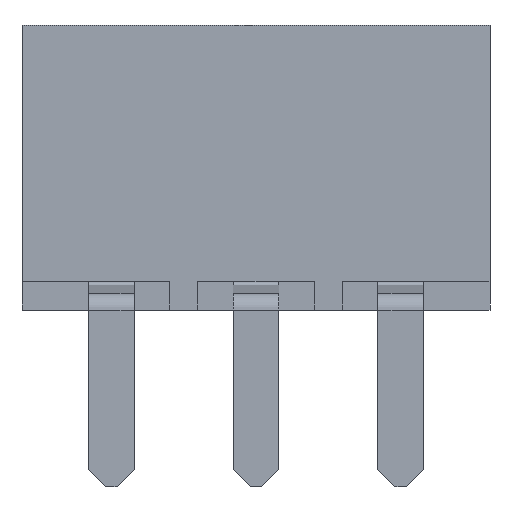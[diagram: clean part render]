
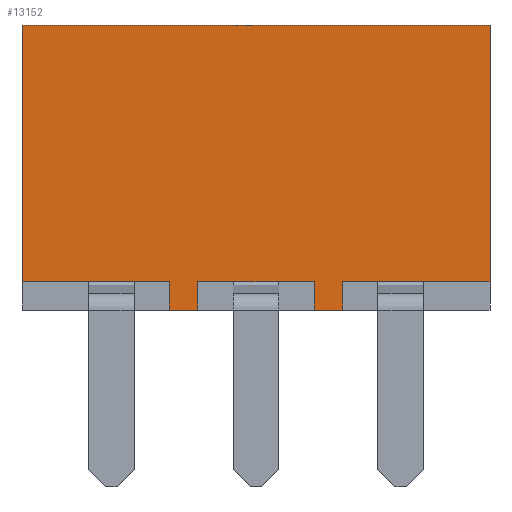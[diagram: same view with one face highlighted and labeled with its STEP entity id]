
A CAD part, left-side view. The second image highlights one B-rep face of the part: STEP entity #13152.
In plain terms, the highlighted face is planar.
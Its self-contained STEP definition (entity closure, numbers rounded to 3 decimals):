
#3393=ORIENTED_EDGE('',*,*,#4817,.T.);
#3394=ORIENTED_EDGE('',*,*,#3618,.T.);
#3395=ORIENTED_EDGE('',*,*,#4806,.F.);
#3396=ORIENTED_EDGE('',*,*,#4849,.F.);
#3397=ORIENTED_EDGE('',*,*,#4801,.T.);
#3398=ORIENTED_EDGE('',*,*,#3817,.T.);
#3399=ORIENTED_EDGE('',*,*,#4800,.F.);
#3400=ORIENTED_EDGE('',*,*,#4850,.F.);
#3401=ORIENTED_EDGE('',*,*,#4851,.T.);
#3402=ORIENTED_EDGE('',*,*,#4418,.T.);
#3403=ORIENTED_EDGE('',*,*,#4826,.F.);
#3404=ORIENTED_EDGE('',*,*,#4827,.T.);
#3618=EDGE_CURVE('',#4973,#4972,#5859,.T.);
#3817=EDGE_CURVE('',#5101,#5100,#5991,.T.);
#4418=EDGE_CURVE('',#5489,#5488,#6388,.T.);
#4800=EDGE_CURVE('',#5723,#5100,#6698,.T.);
#4801=EDGE_CURVE('',#5724,#5101,#6699,.T.);
#4806=EDGE_CURVE('',#5728,#4972,#6704,.T.);
#4817=EDGE_CURVE('',#5733,#4973,#6715,.T.);
#4826=EDGE_CURVE('',#5736,#5488,#6724,.T.);
#4827=EDGE_CURVE('',#5736,#5733,#6725,.T.);
#4849=EDGE_CURVE('',#5724,#5728,#6747,.T.);
#4850=EDGE_CURVE('',#5749,#5723,#6748,.T.);
#4851=EDGE_CURVE('',#5749,#5489,#6749,.T.);
#4972=VERTEX_POINT('',#17077);
#4973=VERTEX_POINT('',#17079);
#5100=VERTEX_POINT('',#17516);
#5101=VERTEX_POINT('',#17518);
#5488=VERTEX_POINT('',#18842);
#5489=VERTEX_POINT('',#18844);
#5723=VERTEX_POINT('',#19650);
#5724=VERTEX_POINT('',#19654);
#5728=VERTEX_POINT('',#19663);
#5733=VERTEX_POINT('',#19685);
#5736=VERTEX_POINT('',#19698);
#5749=VERTEX_POINT('',#19746);
#5859=LINE('',#17078,#6861);
#5991=LINE('',#17517,#6993);
#6388=LINE('',#18843,#7390);
#6698=LINE('',#19651,#7700);
#6699=LINE('',#19653,#7701);
#6704=LINE('',#19664,#7706);
#6715=LINE('',#19684,#7717);
#6724=LINE('',#19699,#7726);
#6725=LINE('',#19701,#7727);
#6747=LINE('',#19744,#7749);
#6748=LINE('',#19745,#7750);
#6749=LINE('',#19747,#7751);
#6861=VECTOR('',#14332,1000.);
#6993=VECTOR('',#14714,1000.);
#7390=VECTOR('',#15869,1000.);
#7700=VECTOR('',#16589,1000.);
#7701=VECTOR('',#16592,1000.);
#7706=VECTOR('',#16599,1000.);
#7717=VECTOR('',#16620,1000.);
#7726=VECTOR('',#16633,1000.);
#7727=VECTOR('',#16636,1000.);
#7749=VECTOR('',#16676,1000.);
#7750=VECTOR('',#16677,1000.);
#7751=VECTOR('',#16678,1000.);
#8276=EDGE_LOOP('',(#3393,#3394,#3395,#3396,#3397,#3398,#3399,#3400,#3401,
#3402,#3403,#3404));
#8804=FACE_BOUND('',#8276,.T.);
#9117=PLANE('',#13999);
#13152=ADVANCED_FACE('',(#8804),#9117,.F.);
#13999=AXIS2_PLACEMENT_3D('',#19743,#16674,#16675);
#14332=DIRECTION('',(1.,0.,0.));
#14714=DIRECTION('',(1.,0.,0.));
#15869=DIRECTION('',(1.,0.,0.));
#16589=DIRECTION('',(0.,0.,1.));
#16592=DIRECTION('',(0.,0.,1.));
#16599=DIRECTION('',(0.,0.,1.));
#16620=DIRECTION('',(0.,0.,-1.));
#16633=DIRECTION('',(0.,0.,-1.));
#16636=DIRECTION('',(-1.,0.,0.));
#16674=DIRECTION('',(0.,1.,0.));
#16675=DIRECTION('',(0.,0.,1.));
#16676=DIRECTION('',(-1.,0.,0.));
#16677=DIRECTION('',(-1.,0.,0.));
#16678=DIRECTION('',(0.,0.,1.));
#17077=CARTESIAN_POINT('',(-1.52,-2.54,-2.));
#17078=CARTESIAN_POINT('',(-6.77,-2.54,-2.));
#17079=CARTESIAN_POINT('',(-4.11,-2.54,-2.));
#17516=CARTESIAN_POINT('',(1.02,-2.54,-2.));
#17517=CARTESIAN_POINT('',(-6.77,-2.54,-2.));
#17518=CARTESIAN_POINT('',(-1.02,-2.54,-2.));
#18842=CARTESIAN_POINT('',(4.11,-2.54,-2.));
#18843=CARTESIAN_POINT('',(-6.77,-2.54,-2.));
#18844=CARTESIAN_POINT('',(1.52,-2.54,-2.));
#19650=CARTESIAN_POINT('',(1.02,-2.54,-2.5));
#19651=CARTESIAN_POINT('',(1.02,-2.54,-2.5));
#19653=CARTESIAN_POINT('',(-1.02,-2.54,-2.5));
#19654=CARTESIAN_POINT('',(-1.02,-2.54,-2.5));
#19663=CARTESIAN_POINT('',(-1.52,-2.54,-2.5));
#19664=CARTESIAN_POINT('',(-1.52,-2.54,-2.5));
#19684=CARTESIAN_POINT('',(-4.11,-2.54,2.5));
#19685=CARTESIAN_POINT('',(-4.11,-2.54,2.5));
#19698=CARTESIAN_POINT('',(4.11,-2.54,2.5));
#19699=CARTESIAN_POINT('',(4.11,-2.54,2.5));
#19701=CARTESIAN_POINT('',(4.11,-2.54,2.5));
#19743=CARTESIAN_POINT('',(4.11,-2.54,2.5));
#19744=CARTESIAN_POINT('',(-1.02,-2.54,-2.5));
#19745=CARTESIAN_POINT('',(1.52,-2.54,-2.5));
#19746=CARTESIAN_POINT('',(1.52,-2.54,-2.5));
#19747=CARTESIAN_POINT('',(1.52,-2.54,-2.5));
